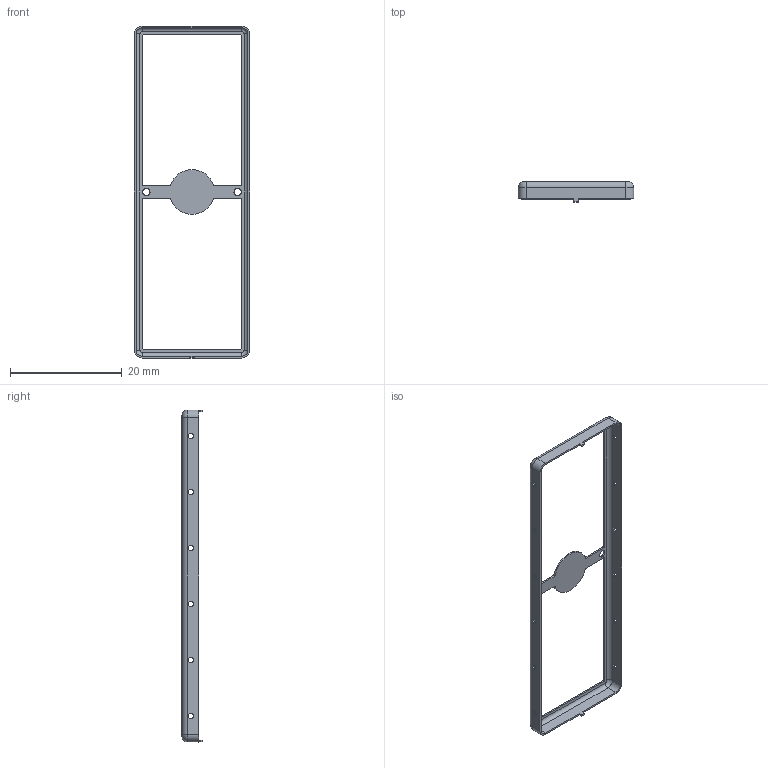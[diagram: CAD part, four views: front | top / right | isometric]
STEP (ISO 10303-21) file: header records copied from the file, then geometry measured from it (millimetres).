
FILE_DESCRIPTION (( 'STEP AP203' ), '1' );
FILE_NAME ('MS593-10F.step', '2020-11-16T13:37:59', ( '' ), ( '' ), 'SwSTEP 2.0', 'SolidWorks 2018', '' );
FILE_SCHEMA (( 'CONFIG_CONTROL_DESIGN' ));
Length unit declared in the file: millimetre
Products named in the file (1): MS593-10F
Bounding box: 20.6 x 3.6 x 59.3 mm (x, y, z)
Volume: 196.7 mm3; surface area: 1427 mm2
Topology: 1 solids, 1 shells, 103 faces, 271 edges, 170 vertices
Faces by surface type: cylinder 59, plane 36, torus 8
Entity records: 3336 total; most frequent: DIRECTION 605, CARTESIAN_POINT 545, ORIENTED_EDGE 542, EDGE_CURVE 271, AXIS2_PLACEMENT_3D 230, VERTEX_POINT 170, VECTOR 145, LINE 145
